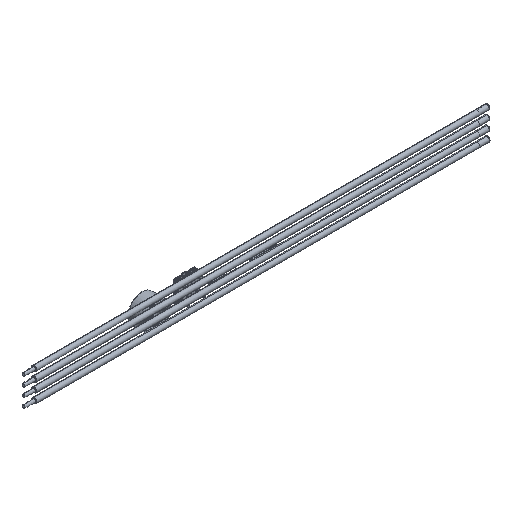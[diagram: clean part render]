
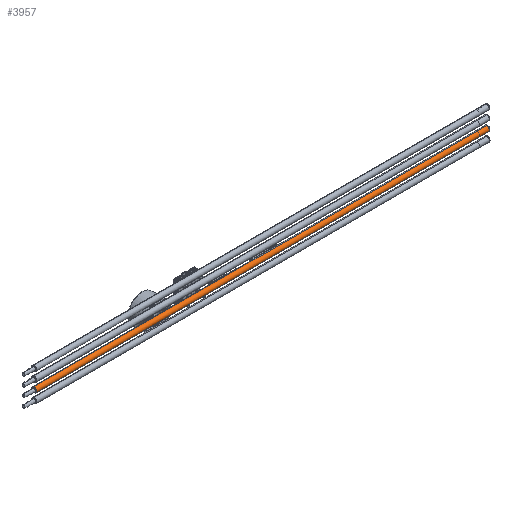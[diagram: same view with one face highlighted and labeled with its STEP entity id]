
A CAD part, isometric view. The second image highlights one B-rep face of the part: STEP entity #3957.
In plain terms, the highlighted cylindrical face has radius 8 mm (diameter 16 mm), a partial arc.
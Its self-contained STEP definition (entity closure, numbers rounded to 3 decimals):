
#160 = DIRECTION ( 'NONE',  ( 0., -1., 0. ) ) ;
#448 = DIRECTION ( 'NONE',  ( 0., 0., 1. ) ) ;
#765 = EDGE_CURVE ( 'NONE', #4432, #5947, #1158, .T. ) ;
#782 = CARTESIAN_POINT ( 'NONE',  ( 0., 1495., -8. ) ) ;
#1158 = CIRCLE ( 'NONE', #6394, 8. ) ;
#1446 = VERTEX_POINT ( 'NONE', #7916 ) ;
#1596 = DIRECTION ( 'NONE',  ( 0., 0., 1. ) ) ;
#1858 = CARTESIAN_POINT ( 'NONE',  ( 0., 1458.6, -8. ) ) ;
#1899 = ORIENTED_EDGE ( 'NONE', *, *, #8410, .T. ) ;
#2787 = CIRCLE ( 'NONE', #4027, 8. ) ;
#2974 = AXIS2_PLACEMENT_3D ( 'NONE', #5326, #160, #3817 ) ;
#3025 = DIRECTION ( 'NONE',  ( 0., -1., 0. ) ) ;
#3041 = VERTEX_POINT ( 'NONE', #3446 ) ;
#3063 = CARTESIAN_POINT ( 'NONE',  ( 0., 1458.6, 0. ) ) ;
#3446 = CARTESIAN_POINT ( 'NONE',  ( 0., 0., -8. ) ) ;
#3817 = DIRECTION ( 'NONE',  ( 0., 0., -1. ) ) ;
#3918 = CYLINDRICAL_SURFACE ( 'NONE', #2974, 8. ) ;
#3957 = ADVANCED_FACE ( 'NONE', ( #6103 ), #3918, .T. ) ;
#4027 = AXIS2_PLACEMENT_3D ( 'NONE', #4938, #8663, #448 ) ;
#4432 = VERTEX_POINT ( 'NONE', #7066 ) ;
#4488 = LINE ( 'NONE', #6720, #7886 ) ;
#4938 = CARTESIAN_POINT ( 'NONE',  ( 0., 0., 0. ) ) ;
#5022 = EDGE_CURVE ( 'NONE', #4432, #1446, #4488, .T. ) ;
#5326 = CARTESIAN_POINT ( 'NONE',  ( 0., 1495., 0. ) ) ;
#5595 = VECTOR ( 'NONE', #8091, 1000. ) ;
#5847 = EDGE_CURVE ( 'NONE', #3041, #1446, #2787, .T. ) ;
#5947 = VERTEX_POINT ( 'NONE', #1858 ) ;
#6103 = FACE_OUTER_BOUND ( 'NONE', #8430, .T. ) ;
#6394 = AXIS2_PLACEMENT_3D ( 'NONE', #3063, #8304, #1596 ) ;
#6535 = LINE ( 'NONE', #782, #5595 ) ;
#6720 = CARTESIAN_POINT ( 'NONE',  ( 0., 1495., 8. ) ) ;
#7066 = CARTESIAN_POINT ( 'NONE',  ( 0., 1458.6, 8. ) ) ;
#7859 = ORIENTED_EDGE ( 'NONE', *, *, #765, .T. ) ;
#7886 = VECTOR ( 'NONE', #3025, 1000. ) ;
#7916 = CARTESIAN_POINT ( 'NONE',  ( 0., 0., 8. ) ) ;
#8091 = DIRECTION ( 'NONE',  ( 0., -1., 0. ) ) ;
#8304 = DIRECTION ( 'NONE',  ( 0., -1., 0. ) ) ;
#8410 = EDGE_CURVE ( 'NONE', #5947, #3041, #6535, .T. ) ;
#8430 = EDGE_LOOP ( 'NONE', ( #9333, #7859, #1899, #8454 ) ) ;
#8454 = ORIENTED_EDGE ( 'NONE', *, *, #5847, .T. ) ;
#8663 = DIRECTION ( 'NONE',  ( 0., 1., 0. ) ) ;
#9333 = ORIENTED_EDGE ( 'NONE', *, *, #5022, .F. ) ;
